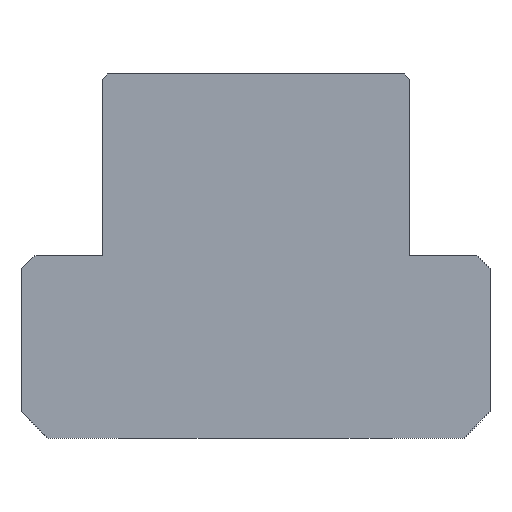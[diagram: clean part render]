
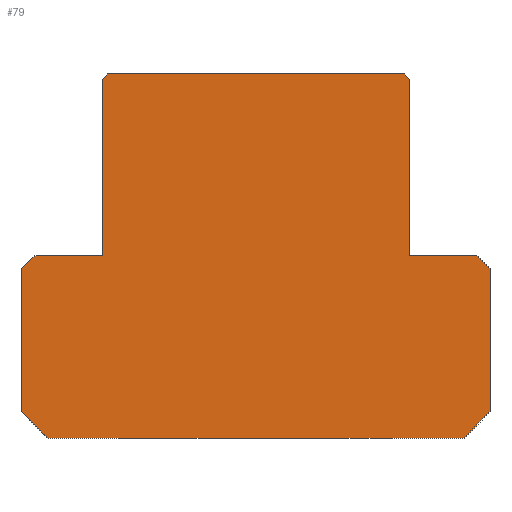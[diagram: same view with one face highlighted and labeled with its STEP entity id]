
A CAD part, front view. The second image highlights one B-rep face of the part: STEP entity #79.
In plain terms, the highlighted planar face has unit normal (0, -1, 0).
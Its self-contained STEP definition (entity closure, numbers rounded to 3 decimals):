
#79 = ADVANCED_FACE( '', ( #104 ), #105, .F. );
#104 = FACE_OUTER_BOUND( '', #147, .T. );
#105 = PLANE( '', #148 );
#147 = EDGE_LOOP( '', ( #207, #208, #209, #210, #211, #212, #213, #214, #215, #216, #217, #218, #219, #220 ) );
#148 = AXIS2_PLACEMENT_3D( '', #221, #222, #223 );
#207 = ORIENTED_EDGE( '', *, *, #343, .F. );
#208 = ORIENTED_EDGE( '', *, *, #344, .T. );
#209 = ORIENTED_EDGE( '', *, *, #345, .F. );
#210 = ORIENTED_EDGE( '', *, *, #346, .T. );
#211 = ORIENTED_EDGE( '', *, *, #347, .F. );
#212 = ORIENTED_EDGE( '', *, *, #348, .T. );
#213 = ORIENTED_EDGE( '', *, *, #340, .F. );
#214 = ORIENTED_EDGE( '', *, *, #338, .F. );
#215 = ORIENTED_EDGE( '', *, *, #349, .T. );
#216 = ORIENTED_EDGE( '', *, *, #350, .F. );
#217 = ORIENTED_EDGE( '', *, *, #351, .T. );
#218 = ORIENTED_EDGE( '', *, *, #330, .F. );
#219 = ORIENTED_EDGE( '', *, *, #352, .F. );
#220 = ORIENTED_EDGE( '', *, *, #353, .T. );
#221 = CARTESIAN_POINT( '', ( -5.9, -11., 7. ) );
#222 = DIRECTION( '', ( 0., 1., 0. ) );
#223 = DIRECTION( '', ( 0., 0., 1. ) );
#330 = EDGE_CURVE( '', #376, #377, #378, .T. );
#338 = EDGE_CURVE( '', #391, #393, #394, .T. );
#340 = EDGE_CURVE( '', #393, #396, #397, .T. );
#343 = EDGE_CURVE( '', #401, #402, #403, .T. );
#344 = EDGE_CURVE( '', #401, #404, #405, .F. );
#345 = EDGE_CURVE( '', #406, #404, #407, .T. );
#346 = EDGE_CURVE( '', #406, #408, #409, .F. );
#347 = EDGE_CURVE( '', #410, #408, #411, .T. );
#348 = EDGE_CURVE( '', #410, #396, #412, .F. );
#349 = EDGE_CURVE( '', #391, #413, #414, .F. );
#350 = EDGE_CURVE( '', #415, #413, #416, .T. );
#351 = EDGE_CURVE( '', #415, #377, #417, .F. );
#352 = EDGE_CURVE( '', #418, #376, #419, .T. );
#353 = EDGE_CURVE( '', #418, #402, #420, .F. );
#376 = VERTEX_POINT( '', #454 );
#377 = VERTEX_POINT( '', #455 );
#378 = LINE( '', #456, #457 );
#391 = VERTEX_POINT( '', #474 );
#393 = VERTEX_POINT( '', #477 );
#394 = LINE( '', #478, #479 );
#396 = VERTEX_POINT( '', #482 );
#397 = LINE( '', #483, #484 );
#401 = VERTEX_POINT( '', #490 );
#402 = VERTEX_POINT( '', #491 );
#403 = LINE( '', #492, #493 );
#404 = VERTEX_POINT( '', #494 );
#405 = LINE( '', #495, #496 );
#406 = VERTEX_POINT( '', #497 );
#407 = LINE( '', #498, #499 );
#408 = VERTEX_POINT( '', #500 );
#409 = LINE( '', #501, #502 );
#410 = VERTEX_POINT( '', #503 );
#411 = LINE( '', #504, #505 );
#412 = LINE( '', #506, #507 );
#413 = VERTEX_POINT( '', #508 );
#414 = LINE( '', #509, #510 );
#415 = VERTEX_POINT( '', #511 );
#416 = LINE( '', #512, #513 );
#417 = LINE( '', #514, #515 );
#418 = VERTEX_POINT( '', #516 );
#419 = LINE( '', #517, #518 );
#420 = LINE( '', #519, #520 );
#454 = CARTESIAN_POINT( '', ( -5.9, -11., 7. ) );
#455 = CARTESIAN_POINT( '', ( -5.9, -11., 13.8 ) );
#456 = CARTESIAN_POINT( '', ( -5.9, -11., 7. ) );
#457 = VECTOR( '', #574, 1000. );
#474 = CARTESIAN_POINT( '', ( 5.9, -11., 13.8 ) );
#477 = CARTESIAN_POINT( '', ( 5.9, -11., 7. ) );
#478 = CARTESIAN_POINT( '', ( 5.9, -11., 14. ) );
#479 = VECTOR( '', #586, 1000. );
#482 = CARTESIAN_POINT( '', ( 8.5, -11., 7. ) );
#483 = CARTESIAN_POINT( '', ( 5.9, -11., 7. ) );
#484 = VECTOR( '', #588, 1000. );
#490 = CARTESIAN_POINT( '', ( -9., -11., 1. ) );
#491 = CARTESIAN_POINT( '', ( -9., -11., 6.5 ) );
#492 = CARTESIAN_POINT( '', ( -9., -11., 0. ) );
#493 = VECTOR( '', #591, 1000. );
#494 = CARTESIAN_POINT( '', ( -8., -11., 0. ) );
#495 = CARTESIAN_POINT( '', ( -8., -11., 0. ) );
#496 = VECTOR( '', #592, 1000. );
#497 = CARTESIAN_POINT( '', ( 8., -11., 0. ) );
#498 = CARTESIAN_POINT( '', ( 9., -11., 0. ) );
#499 = VECTOR( '', #593, 1000. );
#500 = CARTESIAN_POINT( '', ( 9., -11., 1. ) );
#501 = CARTESIAN_POINT( '', ( 9., -11., 1. ) );
#502 = VECTOR( '', #594, 1000. );
#503 = CARTESIAN_POINT( '', ( 9., -11., 6.5 ) );
#504 = CARTESIAN_POINT( '', ( 9., -11., 7. ) );
#505 = VECTOR( '', #595, 1000. );
#506 = CARTESIAN_POINT( '', ( 8.5, -11., 7. ) );
#507 = VECTOR( '', #596, 1000. );
#508 = CARTESIAN_POINT( '', ( 5.7, -11., 14. ) );
#509 = CARTESIAN_POINT( '', ( 5.7, -11., 14. ) );
#510 = VECTOR( '', #597, 1000. );
#511 = CARTESIAN_POINT( '', ( -5.7, -11., 14. ) );
#512 = CARTESIAN_POINT( '', ( -5.9, -11., 14. ) );
#513 = VECTOR( '', #598, 1000. );
#514 = CARTESIAN_POINT( '', ( -5.9, -11., 13.8 ) );
#515 = VECTOR( '', #599, 1000. );
#516 = CARTESIAN_POINT( '', ( -8.5, -11., 7. ) );
#517 = CARTESIAN_POINT( '', ( -9., -11., 7. ) );
#518 = VECTOR( '', #600, 1000. );
#519 = CARTESIAN_POINT( '', ( -9., -11., 6.5 ) );
#520 = VECTOR( '', #601, 1000. );
#574 = DIRECTION( '', ( 0., 0., 1. ) );
#586 = DIRECTION( '', ( 0., 0., -1. ) );
#588 = DIRECTION( '', ( 1., 0., 0. ) );
#591 = DIRECTION( '', ( 0., 0., 1. ) );
#592 = DIRECTION( '', ( -0.707, 0., 0.707 ) );
#593 = DIRECTION( '', ( -1., 0., 0. ) );
#594 = DIRECTION( '', ( -0.707, 0., -0.707 ) );
#595 = DIRECTION( '', ( 0., 0., -1. ) );
#596 = DIRECTION( '', ( 0.707, 0., -0.707 ) );
#597 = DIRECTION( '', ( 0.707, 0., -0.707 ) );
#598 = DIRECTION( '', ( 1., 0., 0. ) );
#599 = DIRECTION( '', ( 0.707, 0., 0.707 ) );
#600 = DIRECTION( '', ( 1., 0., 0. ) );
#601 = DIRECTION( '', ( 0.707, 0., 0.707 ) );
